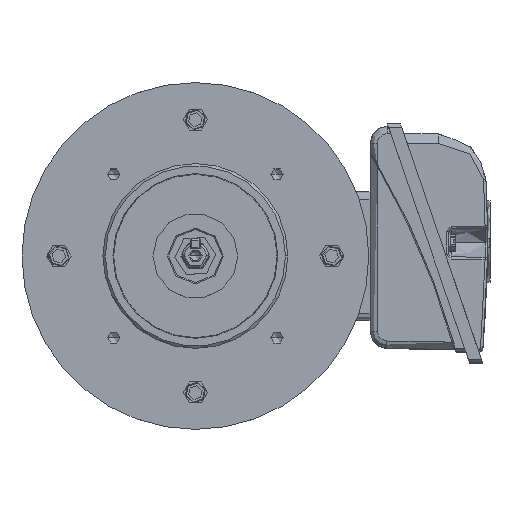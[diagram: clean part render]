
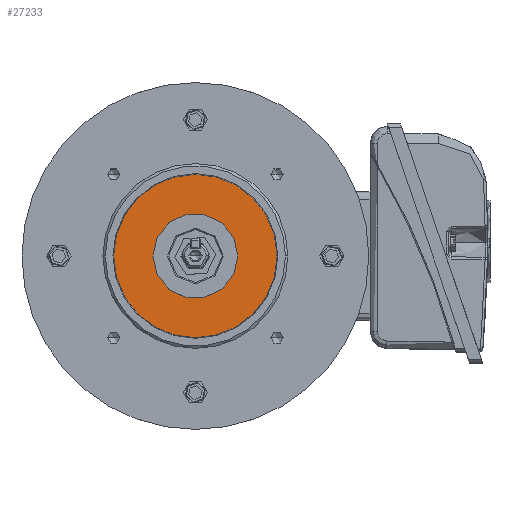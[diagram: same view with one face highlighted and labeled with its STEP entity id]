
A CAD part, top view. The second image highlights one B-rep face of the part: STEP entity #27233.
In plain terms, the highlighted face is planar.
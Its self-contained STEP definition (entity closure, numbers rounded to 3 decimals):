
#58 = AXIS2_PLACEMENT_3D ( 'NONE', #34624, #1236, #30575 ) ;
#267 = VERTEX_POINT ( 'NONE', #46074 ) ;
#1236 = DIRECTION ( 'NONE',  ( 0., 0., 1. ) ) ;
#1808 = VERTEX_POINT ( 'NONE', #30254 ) ;
#3255 = FACE_BOUND ( 'NONE', #25775, .T. ) ;
#3542 = CARTESIAN_POINT ( 'NONE',  ( 0., 0., -3.501 ) ) ;
#3897 = CARTESIAN_POINT ( 'NONE',  ( 0., 17.5, -3.501 ) ) ;
#5268 = FACE_OUTER_BOUND ( 'NONE', #35442, .T. ) ;
#5769 = VERTEX_POINT ( 'NONE', #39153 ) ;
#8056 = CIRCLE ( 'NONE', #58, 33.686 ) ;
#13179 = ORIENTED_EDGE ( 'NONE', *, *, #13282, .T. ) ;
#13282 = EDGE_CURVE ( 'NONE', #1808, #23394, #30482, .T. ) ;
#15370 = EDGE_CURVE ( 'NONE', #267, #5769, #30267, .T. ) ;
#16025 = DIRECTION ( 'NONE',  ( 1., 0., 0. ) ) ;
#18433 = CIRCLE ( 'NONE', #51088, 17.5 ) ;
#18531 = AXIS2_PLACEMENT_3D ( 'NONE', #39646, #48770, #35991 ) ;
#21669 = CARTESIAN_POINT ( 'NONE',  ( 0., 0., -3.501 ) ) ;
#22935 = EDGE_CURVE ( 'NONE', #23394, #1808, #18433, .T. ) ;
#23394 = VERTEX_POINT ( 'NONE', #27716 ) ;
#24594 = ORIENTED_EDGE ( 'NONE', *, *, #53615, .F. ) ;
#24814 = DIRECTION ( 'NONE',  ( 0., 0., 1. ) ) ;
#25775 = EDGE_LOOP ( 'NONE', ( #39382, #13179 ) ) ;
#25874 = DIRECTION ( 'NONE',  ( 1., 0., 0. ) ) ;
#27233 = ADVANCED_FACE ( 'NONE', ( #5268, #3255 ), #29041, .F. ) ;
#27716 = CARTESIAN_POINT ( 'NONE',  ( 17.5, 0., -3.501 ) ) ;
#29041 = PLANE ( 'NONE',  #33507 ) ;
#30254 = CARTESIAN_POINT ( 'NONE',  ( -17.5, 0., -3.501 ) ) ;
#30267 = CIRCLE ( 'NONE', #18531, 33.686 ) ;
#30482 = CIRCLE ( 'NONE', #45777, 17.5 ) ;
#30575 = DIRECTION ( 'NONE',  ( 1., 0., 0. ) ) ;
#32716 = DIRECTION ( 'NONE',  ( 0., 0., 1. ) ) ;
#33507 = AXIS2_PLACEMENT_3D ( 'NONE', #3897, #32716, #16025 ) ;
#34624 = CARTESIAN_POINT ( 'NONE',  ( 0., 0., -3.501 ) ) ;
#35442 = EDGE_LOOP ( 'NONE', ( #49629, #24594 ) ) ;
#35991 = DIRECTION ( 'NONE',  ( 1., 0., 0. ) ) ;
#39153 = CARTESIAN_POINT ( 'NONE',  ( 33.686, 0., -3.501 ) ) ;
#39382 = ORIENTED_EDGE ( 'NONE', *, *, #22935, .T. ) ;
#39646 = CARTESIAN_POINT ( 'NONE',  ( 0., 0., -3.501 ) ) ;
#45777 = AXIS2_PLACEMENT_3D ( 'NONE', #21669, #50955, #25874 ) ;
#46074 = CARTESIAN_POINT ( 'NONE',  ( -33.686, 0., -3.501 ) ) ;
#48770 = DIRECTION ( 'NONE',  ( 0., 0., 1. ) ) ;
#49540 = DIRECTION ( 'NONE',  ( 1., 0., 0. ) ) ;
#49629 = ORIENTED_EDGE ( 'NONE', *, *, #15370, .F. ) ;
#50955 = DIRECTION ( 'NONE',  ( 0., 0., 1. ) ) ;
#51088 = AXIS2_PLACEMENT_3D ( 'NONE', #3542, #24814, #49540 ) ;
#53615 = EDGE_CURVE ( 'NONE', #5769, #267, #8056, .T. ) ;
